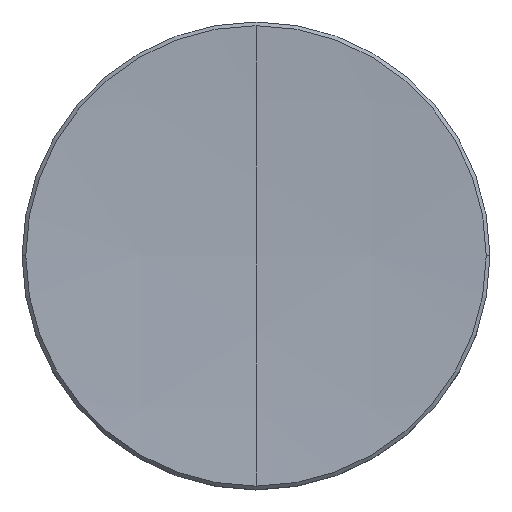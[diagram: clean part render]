
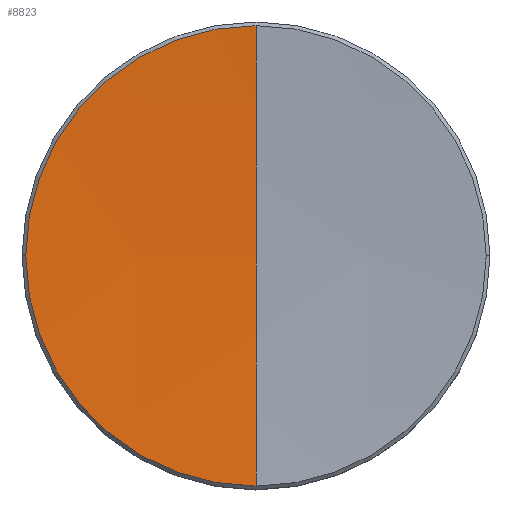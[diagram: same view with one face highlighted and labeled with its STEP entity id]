
A CAD part, top view. The second image highlights one B-rep face of the part: STEP entity #8823.
In plain terms, the highlighted spherical face has radius 200 mm.
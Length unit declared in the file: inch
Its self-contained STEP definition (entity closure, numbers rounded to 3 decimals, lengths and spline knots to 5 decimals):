
#8573 = ORIENTED_EDGE ( 'NONE', *, *, #8574, .F. ) ;
#8574 = EDGE_CURVE ( 'NONE', #8825, #8789, #13465, .T. ) ;
#8775 = VERTEX_POINT ( 'NONE', #14858 ) ;
#8776 = EDGE_CURVE ( 'NONE', #8825, #8775, #14856, .T. ) ;
#8784 = ORIENTED_EDGE ( 'NONE', *, *, #8785, .T. ) ;
#8785 = EDGE_CURVE ( 'NONE', #8775, #8786, #14954, .T. ) ;
#8786 = VERTEX_POINT ( 'NONE', #14906 ) ;
#8787 = ORIENTED_EDGE ( 'NONE', *, *, #8788, .T. ) ;
#8788 = EDGE_CURVE ( 'NONE', #8786, #8789, #14905, .T. ) ;
#8789 = VERTEX_POINT ( 'NONE', #14900 ) ;
#8801 = ORIENTED_EDGE ( 'NONE', *, *, #8776, .T. ) ;
#8823 = ADVANCED_FACE ( 'NONE', ( #15053 ), #15146, .F. ) ;
#8825 = VERTEX_POINT ( 'NONE', #15141 ) ;
#9030 = EDGE_LOOP ( 'NONE', ( #8801, #8784, #8787, #8573 ) ) ;
#13436 = AXIS2_PLACEMENT_3D ( 'NONE', #13464, #13455, #13471 ) ;
#13455 = DIRECTION ( 'NONE',  ( -1., 0., 0. ) ) ;
#13464 = CARTESIAN_POINT ( 'NONE',  ( 0., 0., 7.99213 ) ) ;
#13465 = CIRCLE ( 'NONE', #13436, 7.87402 ) ;
#13471 = DIRECTION ( 'NONE',  ( 0., 0., 1. ) ) ;
#14852 = DIRECTION ( 'NONE',  ( 1., 0., 0. ) ) ;
#14853 = DIRECTION ( 'NONE',  ( 0., 0., 1. ) ) ;
#14854 = CARTESIAN_POINT ( 'NONE',  ( 0., 0., 0.1335 ) ) ;
#14855 = AXIS2_PLACEMENT_3D ( 'NONE', #14854, #14853, #14852 ) ;
#14856 = CIRCLE ( 'NONE', #14855, 0.49214 ) ;
#14858 = CARTESIAN_POINT ( 'NONE',  ( -0.49214, 0., 0.1335 ) ) ;
#14900 = CARTESIAN_POINT ( 'NONE',  ( 0., 0., 0.11811 ) ) ;
#14901 = DIRECTION ( 'NONE',  ( 0., 1., 0. ) ) ;
#14902 = DIRECTION ( 'NONE',  ( 1., 0., 0. ) ) ;
#14903 = CARTESIAN_POINT ( 'NONE',  ( 0., 0., 7.99213 ) ) ;
#14904 = AXIS2_PLACEMENT_3D ( 'NONE', #14903, #14902, #14901 ) ;
#14905 = CIRCLE ( 'NONE', #14904, 7.87402 ) ;
#14906 = CARTESIAN_POINT ( 'NONE',  ( 0., -0.49214, 0.1335 ) ) ;
#14907 = DIRECTION ( 'NONE',  ( 1., 0., 0. ) ) ;
#14908 = DIRECTION ( 'NONE',  ( 0., 0., 1. ) ) ;
#14952 = CARTESIAN_POINT ( 'NONE',  ( 0., 0., 0.1335 ) ) ;
#14953 = AXIS2_PLACEMENT_3D ( 'NONE', #14952, #14908, #14907 ) ;
#14954 = CIRCLE ( 'NONE', #14953, 0.49214 ) ;
#15053 = FACE_OUTER_BOUND ( 'NONE', #9030, .T. ) ;
#15141 = CARTESIAN_POINT ( 'NONE',  ( 0., 0.49214, 0.1335 ) ) ;
#15142 = DIRECTION ( 'NONE',  ( 0., 1., 0. ) ) ;
#15143 = DIRECTION ( 'NONE',  ( 1., 0., 0. ) ) ;
#15144 = CARTESIAN_POINT ( 'NONE',  ( 0., 0., 7.99213 ) ) ;
#15145 = AXIS2_PLACEMENT_3D ( 'NONE', #15144, #15143, #15142 ) ;
#15146 = SPHERICAL_SURFACE ( 'NONE', #15145, 7.87402 ) ;
